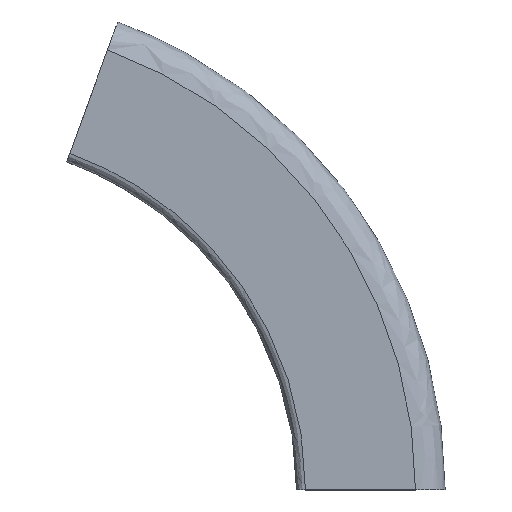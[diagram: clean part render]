
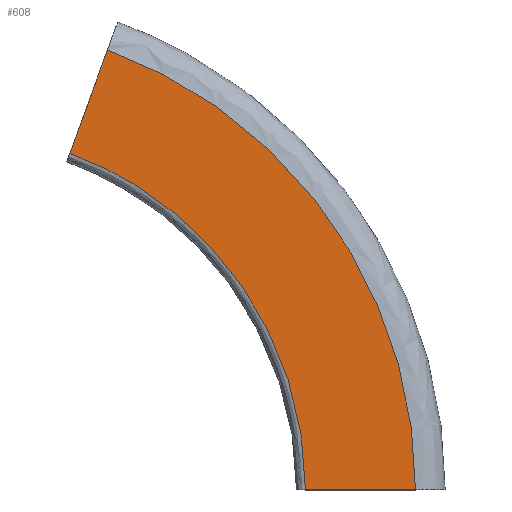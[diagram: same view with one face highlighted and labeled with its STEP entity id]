
A CAD part, top view. The second image highlights one B-rep face of the part: STEP entity #608.
In plain terms, the highlighted planar face has unit normal (0, 0, 1).
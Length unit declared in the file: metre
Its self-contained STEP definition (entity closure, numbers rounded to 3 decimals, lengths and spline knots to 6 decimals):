
#40 = CARTESIAN_POINT('NONE', (0.1574, 0, 0.015));
#41 = VERTEX_POINT('NONE', #40);
#42 = CARTESIAN_POINT('NONE', (0.053834, 0.147908, 0.015));
#43 = VERTEX_POINT('NONE', #42);
#44 = CARTESIAN_POINT('NONE', (0.1204, 0, 0.015));
#45 = VERTEX_POINT('NONE', #44);
#46 = CARTESIAN_POINT('NONE', (0.041179, 0.113139, 0.015));
#47 = VERTEX_POINT('NONE', #46);
#184 = CARTESIAN_POINT('NONE', (0.1574, 0, 0.015));
#185 = CARTESIAN_POINT('NONE', (0.1574, 0.110213, 0.015));
#186 = CARTESIAN_POINT('NONE', (0.053834, 0.147908, 0.015));
#187 = (
  BOUNDED_CURVE()
  B_SPLINE_CURVE(2, (#184, #185, #186), .UNSPECIFIED., .F., .F.)
  B_SPLINE_CURVE_WITH_KNOTS((3, 3), (-6.283185, 0), .UNSPECIFIED.)
  CURVE()
  GEOMETRIC_REPRESENTATION_ITEM()
  RATIONAL_B_SPLINE_CURVE((1, 0.819, 1))
  REPRESENTATION_ITEM('NONE')
);
#192 = DIRECTION('NONE', (-1, 0, 0));
#193 = VECTOR('NONE', #192, 1);
#194 = CARTESIAN_POINT('NONE', (0.1574, 0, 0.015));
#195 = LINE('NONE', #194, #193);
#196 = CARTESIAN_POINT('NONE', (0.1204, 0, 0.015));
#197 = CARTESIAN_POINT('NONE', (0.1204, 0.084305, 0.015));
#198 = CARTESIAN_POINT('NONE', (0.041179, 0.113139, 0.015));
#199 = (
  BOUNDED_CURVE()
  B_SPLINE_CURVE(2, (#196, #197, #198), .UNSPECIFIED., .F., .F.)
  B_SPLINE_CURVE_WITH_KNOTS((3, 3), (-6.283185, 0), .UNSPECIFIED.)
  CURVE()
  GEOMETRIC_REPRESENTATION_ITEM()
  RATIONAL_B_SPLINE_CURVE((1, 0.819, 1))
  REPRESENTATION_ITEM('NONE')
);
#200 = DIRECTION('NONE', (0.342, 0.94, 0));
#201 = VECTOR('NONE', #200, 1);
#202 = CARTESIAN_POINT('NONE', (0.041179, 0.113139, 0.015));
#203 = LINE('NONE', #202, #201);
#304 = EDGE_CURVE('NONE', #41, #43, #187, .T.);
#306 = EDGE_CURVE('NONE', #41, #45, #195, .T.);
#307 = EDGE_CURVE('NONE', #45, #47, #199, .T.);
#308 = EDGE_CURVE('NONE', #47, #43, #203, .T.);
#377 = ORIENTED_EDGE('NONE', *, *, #304, .F.);
#378 = ORIENTED_EDGE('NONE', *, *, #306, .T.);
#379 = ORIENTED_EDGE('NONE', *, *, #307, .T.);
#380 = ORIENTED_EDGE('NONE', *, *, #308, .T.);
#381 = EDGE_LOOP('NONE', (#377, #378, #379, #380));
#527 = CARTESIAN_POINT('NONE', (0.11378, 0.07967, 0.015));
#528 = DIRECTION('NONE', (0, 0, -1));
#529 = AXIS2_PLACEMENT_3D('NONE', #527, #528, $);
#530 = PLANE('NONE', #529);
#607 = FACE_OUTER_BOUND('NONE', #381, .F.);
#608 = ADVANCED_FACE('NONE', (#607), #530, .F.);
